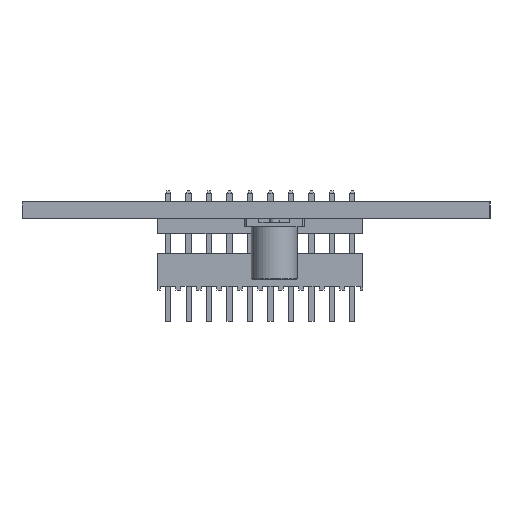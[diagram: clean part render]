
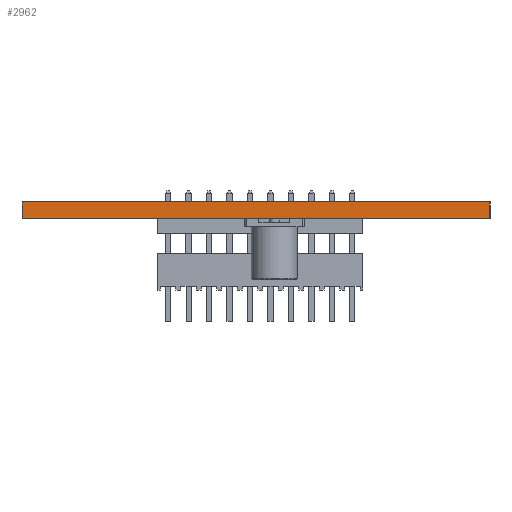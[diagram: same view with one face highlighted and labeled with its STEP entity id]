
A CAD part, left-side view. The second image highlights one B-rep face of the part: STEP entity #2962.
In plain terms, the highlighted planar face has unit normal (-1, 0, 0).
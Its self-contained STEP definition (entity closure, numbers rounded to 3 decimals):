
#1612 = VERTEX_POINT('',#1613);
#1613 = CARTESIAN_POINT('',(-1.,0.52,7.028
    ));
#1619 = EDGE_CURVE('',#1612,#1620,#1622,.T.);
#1620 = VERTEX_POINT('',#1621);
#1621 = CARTESIAN_POINT('',(-1.,46.22,
    7.028));
#1622 = LINE('',#1623,#1624);
#1623 = CARTESIAN_POINT('',(-1.,46.22,
    7.028));
#1624 = VECTOR('',#1625,1.);
#1625 = DIRECTION('',(0.,1.,0.));
#2758 = VERTEX_POINT('',#2759);
#2759 = CARTESIAN_POINT('',(-1.,0.52,8.628
    ));
#2765 = EDGE_CURVE('',#1612,#2758,#2766,.T.);
#2766 = LINE('',#2767,#2768);
#2767 = CARTESIAN_POINT('',(-1.,0.52,7.028
    ));
#2768 = VECTOR('',#2769,1.);
#2769 = DIRECTION('',(0.,0.,1.));
#2943 = VERTEX_POINT('',#2944);
#2944 = CARTESIAN_POINT('',(-1.,46.22,
    8.628));
#2952 = EDGE_CURVE('',#1620,#2943,#2953,.T.);
#2953 = LINE('',#2954,#2955);
#2954 = CARTESIAN_POINT('',(-1.,46.22,
    7.028));
#2955 = VECTOR('',#2956,1.);
#2956 = DIRECTION('',(0.,0.,1.));
#2962 = ADVANCED_FACE('',(#2963),#2974,.F.);
#2963 = FACE_BOUND('',#2964,.T.);
#2964 = EDGE_LOOP('',(#2965,#2971,#2972,#2973));
#2965 = ORIENTED_EDGE('',*,*,#2966,.T.);
#2966 = EDGE_CURVE('',#2758,#2943,#2967,.T.);
#2967 = LINE('',#2968,#2969);
#2968 = CARTESIAN_POINT('',(-1.,46.22,
    8.628));
#2969 = VECTOR('',#2970,1.);
#2970 = DIRECTION('',(0.,1.,0.));
#2971 = ORIENTED_EDGE('',*,*,#2952,.F.);
#2972 = ORIENTED_EDGE('',*,*,#1619,.F.);
#2973 = ORIENTED_EDGE('',*,*,#2765,.T.);
#2974 = PLANE('',#2975);
#2975 = AXIS2_PLACEMENT_3D('',#2976,#2977,#2978);
#2976 = CARTESIAN_POINT('',(-1.,46.22,
    7.028));
#2977 = DIRECTION('',(1.,0.,0.));
#2978 = DIRECTION('',(0.,-1.,0.));
